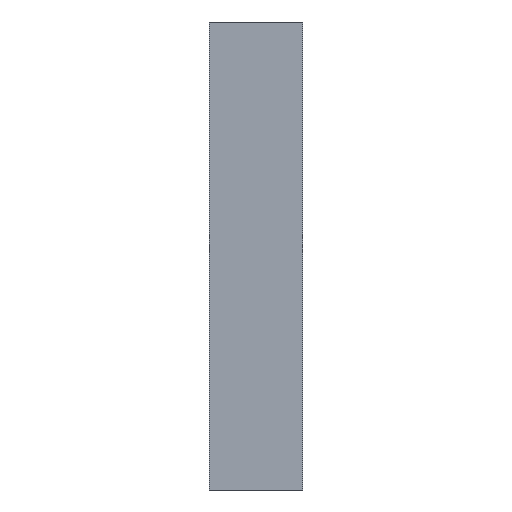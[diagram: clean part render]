
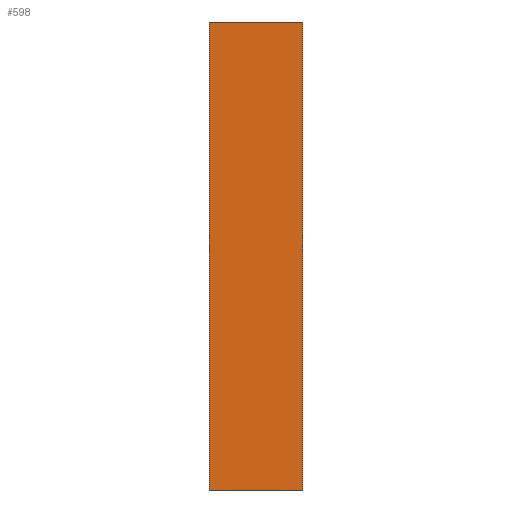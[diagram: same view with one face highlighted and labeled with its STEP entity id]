
A CAD part, left-side view. The second image highlights one B-rep face of the part: STEP entity #598.
In plain terms, the highlighted planar face has unit normal (-1, 0, 0).
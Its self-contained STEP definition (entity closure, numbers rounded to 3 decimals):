
#41=PLANE('',#659);
#70=FACE_OUTER_BOUND('',#100,.T.);
#100=EDGE_LOOP('',(#521,#522,#523,#524));
#127=LINE('',#907,#195);
#166=LINE('',#994,#234);
#167=LINE('',#997,#235);
#168=LINE('',#998,#236);
#195=VECTOR('',#723,10.);
#234=VECTOR('',#814,10.);
#235=VECTOR('',#817,10.);
#236=VECTOR('',#818,10.);
#286=VERTEX_POINT('',#904);
#287=VERTEX_POINT('',#906);
#309=VERTEX_POINT('',#992);
#310=VERTEX_POINT('',#996);
#345=EDGE_CURVE('',#286,#287,#127,.T.);
#389=EDGE_CURVE('',#286,#309,#166,.T.);
#390=EDGE_CURVE('',#310,#309,#167,.T.);
#391=EDGE_CURVE('',#287,#310,#168,.T.);
#521=ORIENTED_EDGE('',*,*,#389,.T.);
#522=ORIENTED_EDGE('',*,*,#390,.F.);
#523=ORIENTED_EDGE('',*,*,#391,.F.);
#524=ORIENTED_EDGE('',*,*,#345,.F.);
#598=ADVANCED_FACE('',(#70),#41,.T.);
#659=AXIS2_PLACEMENT_3D('',#995,#815,#816);
#723=DIRECTION('',(0.,0.,-1.));
#814=DIRECTION('',(0.,1.,0.));
#815=DIRECTION('center_axis',(-1.,0.,0.));
#816=DIRECTION('ref_axis',(0.,0.,1.));
#817=DIRECTION('',(0.,0.,1.));
#818=DIRECTION('',(0.,1.,0.));
#904=CARTESIAN_POINT('',(-18.,12.5,2.));
#906=CARTESIAN_POINT('',(-18.,12.5,-8.));
#907=CARTESIAN_POINT('',(-18.,12.5,-8.));
#992=CARTESIAN_POINT('',(-18.,14.5,2.));
#994=CARTESIAN_POINT('',(-18.,13.5,2.));
#995=CARTESIAN_POINT('Origin',(-18.,13.5,-8.));
#996=CARTESIAN_POINT('',(-18.,14.5,-8.));
#997=CARTESIAN_POINT('',(-18.,14.5,-8.));
#998=CARTESIAN_POINT('',(-18.,13.5,-8.));
